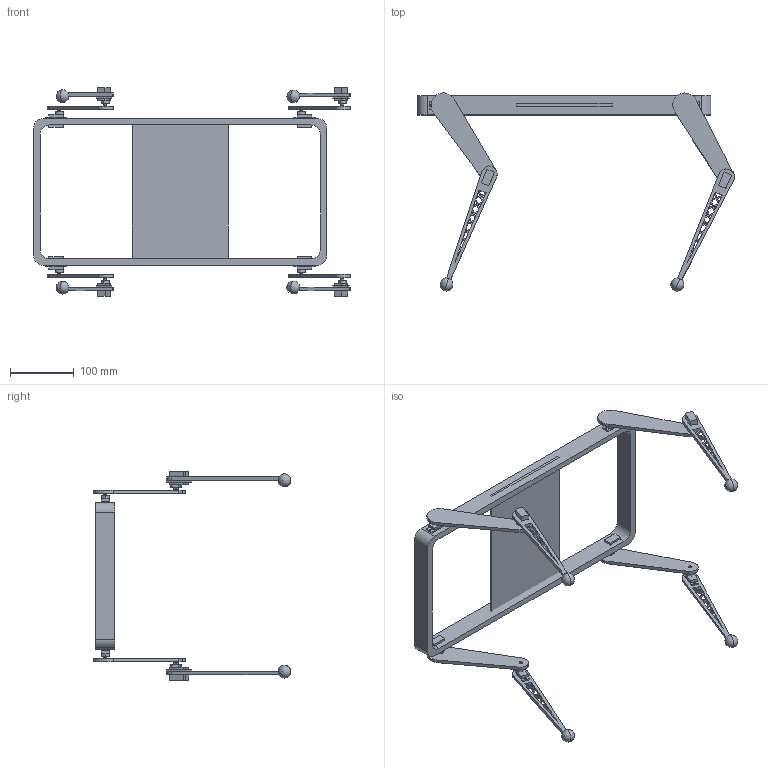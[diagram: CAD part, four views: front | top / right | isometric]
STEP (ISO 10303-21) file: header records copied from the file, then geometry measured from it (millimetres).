
FILE_DESCRIPTION (( 'STEP AP214' ), '1' );
FILE_NAME ('Model.STEP', '2021-06-14T09:57:56', ( '' ), ( '' ), 'SwSTEP 2.0', 'SolidWorks 2020', '' );
FILE_SCHEMA (( 'AUTOMOTIVE_DESIGN' ));
Length unit declared in the file: centimetre
Products named in the file (5): BottomPart_Leg; Frame; Model; UpperPart_Leg; Servo
Assembly tree (17 placements, depth 2):
  Model
    Frame
    Servo  x8
    BottomPart_Leg  x4
    UpperPart_Leg  x4
Bounding box: 496.78 x 310.25 x 326.91 mm (x, y, z)
Volume: 747509.1 mm3; surface area: 295429.6 mm2
Topology: 74 solids, 74 shells, 580 faces, 1336 edges, 892 vertices
Faces by surface type: plane 460, cylinder 112, sphere 8
Entity records: 4579 total; most frequent: CARTESIAN_POINT 738, DIRECTION 727, ORIENTED_EDGE 694, EDGE_CURVE 347, LINE 285, VECTOR 285, VERTEX_POINT 232, AXIS2_PLACEMENT_3D 221
